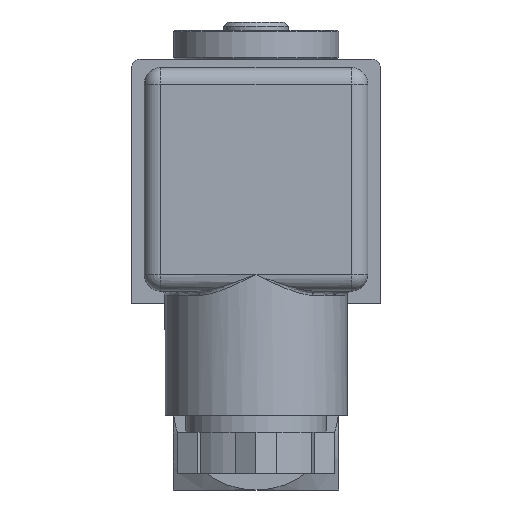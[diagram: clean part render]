
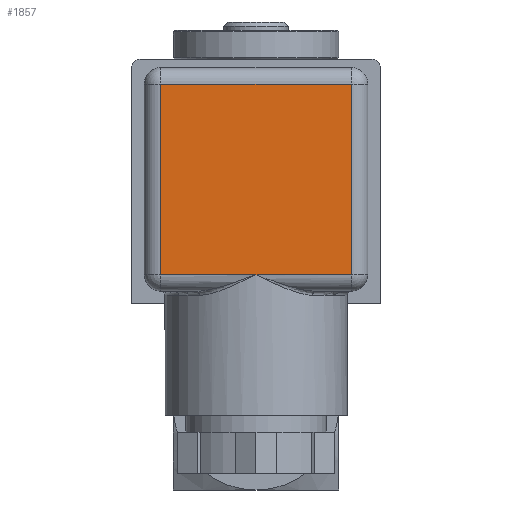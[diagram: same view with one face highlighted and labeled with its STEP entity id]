
A CAD part, front view. The second image highlights one B-rep face of the part: STEP entity #1857.
In plain terms, the highlighted planar face has unit normal (0, -1, 0).
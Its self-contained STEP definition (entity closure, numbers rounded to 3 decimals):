
#196=LINE('',#3112,#337);
#199=LINE('',#3121,#340);
#204=LINE('',#3138,#345);
#206=LINE('',#3145,#347);
#208=LINE('',#3154,#349);
#337=VECTOR('',#2412,11.5);
#340=VECTOR('',#2421,11.5);
#345=VECTOR('',#2442,23.);
#347=VECTOR('',#2450,23.);
#349=VECTOR('',#2462,23.);
#413=PLANE('',#2035);
#522=FACE_OUTER_BOUND('',#648,.T.);
#648=EDGE_LOOP('',(#1569,#1570,#1571,#1572,#1573));
#897=VERTEX_POINT('',#3005);
#898=VERTEX_POINT('',#3111);
#901=VERTEX_POINT('',#3119);
#904=VERTEX_POINT('',#3135);
#905=VERTEX_POINT('',#3137);
#1115=EDGE_CURVE('',#897,#898,#196,.T.);
#1120=EDGE_CURVE('',#901,#897,#199,.T.);
#1127=EDGE_CURVE('',#904,#905,#204,.T.);
#1131=EDGE_CURVE('',#905,#901,#206,.T.);
#1136=EDGE_CURVE('',#898,#904,#208,.T.);
#1569=ORIENTED_EDGE('',*,*,#1127,.F.);
#1570=ORIENTED_EDGE('',*,*,#1136,.F.);
#1571=ORIENTED_EDGE('',*,*,#1115,.F.);
#1572=ORIENTED_EDGE('',*,*,#1120,.F.);
#1573=ORIENTED_EDGE('',*,*,#1131,.F.);
#1857=ADVANCED_FACE('',(#522),#413,.T.);
#2035=AXIS2_PLACEMENT_3D('',#3170,#2487,#2488);
#2412=DIRECTION('',(-1.,0.,0.));
#2421=DIRECTION('',(-1.,0.,0.));
#2442=DIRECTION('',(1.,0.,0.));
#2450=DIRECTION('',(0.,0.,-1.));
#2462=DIRECTION('',(0.,0.,1.));
#2487=DIRECTION('center_axis',(0.,-1.,0.));
#2488=DIRECTION('ref_axis',(1.,0.,0.));
#3005=CARTESIAN_POINT('',(0.,-54.8,16.));
#3111=CARTESIAN_POINT('',(-11.5,-54.8,16.));
#3112=CARTESIAN_POINT('',(5.75,-54.8,16.));
#3119=CARTESIAN_POINT('',(11.5,-54.8,16.));
#3121=CARTESIAN_POINT('',(5.75,-54.8,16.));
#3135=CARTESIAN_POINT('',(-11.5,-54.8,39.));
#3137=CARTESIAN_POINT('',(11.5,-54.8,39.));
#3138=CARTESIAN_POINT('',(-5.75,-54.8,39.));
#3145=CARTESIAN_POINT('',(11.5,-54.8,33.25));
#3154=CARTESIAN_POINT('',(-11.5,-54.8,21.75));
#3170=CARTESIAN_POINT('Origin',(0.,-54.8,
27.5));
